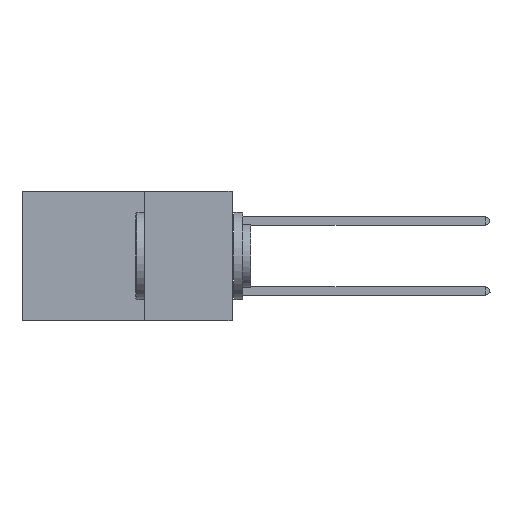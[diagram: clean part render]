
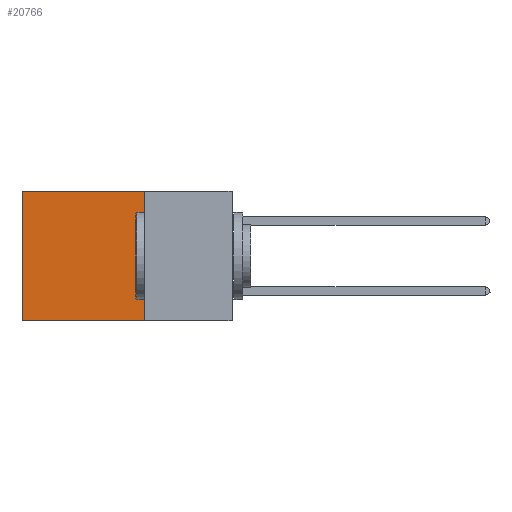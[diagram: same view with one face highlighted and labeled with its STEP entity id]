
A CAD part, left-side view. The second image highlights one B-rep face of the part: STEP entity #20766.
In plain terms, the highlighted planar face has unit normal (-1, 0, 0).
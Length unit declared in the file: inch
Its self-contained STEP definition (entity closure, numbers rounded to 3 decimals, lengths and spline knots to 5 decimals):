
#1269 = EDGE_CURVE ( 'NONE', #18418, #13447, #28492, .T. ) ;
#1800 = CARTESIAN_POINT ( 'NONE',  ( 0.2875, 0.25, -0.37 ) ) ;
#2046 = CARTESIAN_POINT ( 'NONE',  ( 0.2875, 0.25, 0. ) ) ;
#2338 = VERTEX_POINT ( 'NONE', #3217 ) ;
#2900 = CARTESIAN_POINT ( 'NONE',  ( 0.2875, 0.6, 0. ) ) ;
#3217 = CARTESIAN_POINT ( 'NONE',  ( 0.2875, 0.6, -0.37 ) ) ;
#3405 = DIRECTION ( 'NONE',  ( 0., 0., -1. ) ) ;
#6336 = CARTESIAN_POINT ( 'NONE',  ( 0.2875, 0.6, 0. ) ) ;
#6604 = DIRECTION ( 'NONE',  ( 0., 0., -1. ) ) ;
#6739 = AXIS2_PLACEMENT_3D ( 'NONE', #21054, #9868, #25536 ) ;
#7118 = CARTESIAN_POINT ( 'NONE',  ( 0.2875, 0.25, 0. ) ) ;
#8059 = ORIENTED_EDGE ( 'NONE', *, *, #19027, .F. ) ;
#8842 = CARTESIAN_POINT ( 'NONE',  ( 0.2875, 0.25, -0.37 ) ) ;
#8996 = EDGE_LOOP ( 'NONE', ( #24610, #8059, #11325, #26878 ) ) ;
#9254 = LINE ( 'NONE', #2046, #22868 ) ;
#9868 = DIRECTION ( 'NONE',  ( 1., 0., 0. ) ) ;
#11325 = ORIENTED_EDGE ( 'NONE', *, *, #14778, .F. ) ;
#11450 = VECTOR ( 'NONE', #3405, 39.37008 ) ;
#13447 = VERTEX_POINT ( 'NONE', #6336 ) ;
#13511 = FACE_OUTER_BOUND ( 'NONE', #8996, .T. ) ;
#14397 = EDGE_CURVE ( 'NONE', #13447, #2338, #17500, .T. ) ;
#14778 = EDGE_CURVE ( 'NONE', #18418, #21682, #9254, .T. ) ;
#15561 = CARTESIAN_POINT ( 'NONE',  ( 0.2875, 0.25, 0. ) ) ;
#15838 = DIRECTION ( 'NONE',  ( 0., 1., 0. ) ) ;
#17500 = LINE ( 'NONE', #2900, #11450 ) ;
#18418 = VERTEX_POINT ( 'NONE', #7118 ) ;
#18916 = PLANE ( 'NONE',  #6739 ) ;
#19027 = EDGE_CURVE ( 'NONE', #21682, #2338, #25037, .T. ) ;
#20033 = DIRECTION ( 'NONE',  ( 0., 1., 0. ) ) ;
#20766 = ADVANCED_FACE ( 'NONE', ( #13511 ), #18916, .F. ) ;
#21054 = CARTESIAN_POINT ( 'NONE',  ( 0.2875, 0.25, 0. ) ) ;
#21358 = VECTOR ( 'NONE', #15838, 39.37008 ) ;
#21682 = VERTEX_POINT ( 'NONE', #8842 ) ;
#22868 = VECTOR ( 'NONE', #6604, 39.37008 ) ;
#23215 = VECTOR ( 'NONE', #20033, 39.37008 ) ;
#24610 = ORIENTED_EDGE ( 'NONE', *, *, #14397, .T. ) ;
#25037 = LINE ( 'NONE', #1800, #23215 ) ;
#25536 = DIRECTION ( 'NONE',  ( 0., 0., -1. ) ) ;
#26878 = ORIENTED_EDGE ( 'NONE', *, *, #1269, .T. ) ;
#28492 = LINE ( 'NONE', #15561, #21358 ) ;
